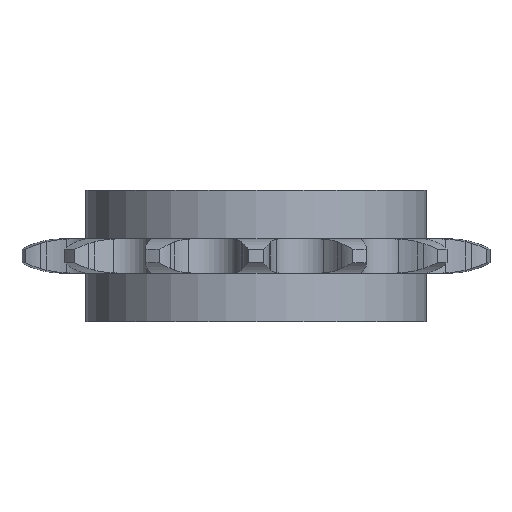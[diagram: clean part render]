
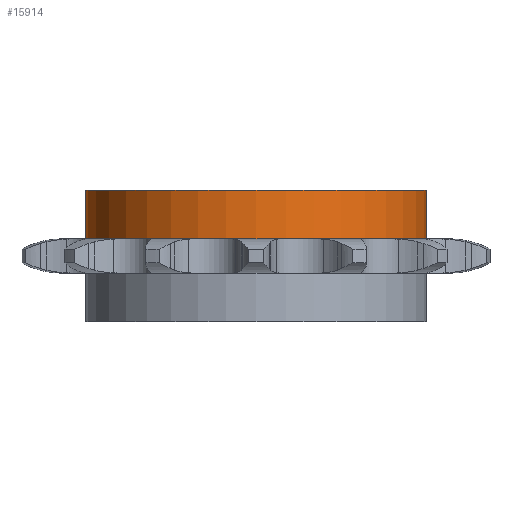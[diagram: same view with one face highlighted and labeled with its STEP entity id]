
A CAD part, front view. The second image highlights one B-rep face of the part: STEP entity #15914.
In plain terms, the highlighted cylindrical face has radius 14 mm (diameter 28 mm), a partial arc.
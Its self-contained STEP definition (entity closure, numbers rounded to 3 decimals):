
#11058 = VERTEX_POINT('',#11059);
#11059 = CARTESIAN_POINT('',(14.,0.,5.4));
#11060 = VERTEX_POINT('',#11061);
#11061 = CARTESIAN_POINT('',(-14.,0.,5.4));
#11068 = EDGE_CURVE('',#11058,#11069,#11071,.T.);
#11069 = VERTEX_POINT('',#11070);
#11070 = CARTESIAN_POINT('',(14.,0.,1.4));
#11071 = LINE('',#11072,#11073);
#11072 = CARTESIAN_POINT('',(14.,0.,4.));
#11073 = VECTOR('',#11074,1.);
#11074 = DIRECTION('',(-0.,-0.,-1.));
#11077 = VERTEX_POINT('',#11078);
#11078 = CARTESIAN_POINT('',(-14.,0.,1.4));
#11085 = EDGE_CURVE('',#11060,#11077,#11086,.T.);
#11086 = LINE('',#11087,#11088);
#11087 = CARTESIAN_POINT('',(-14.,0.,4.));
#11088 = VECTOR('',#11089,1.);
#11089 = DIRECTION('',(-0.,-0.,-1.));
#15914 = ADVANCED_FACE('',(#15915),#15933,.T.);
#15915 = FACE_BOUND('',#15916,.T.);
#15916 = EDGE_LOOP('',(#15917,#15918,#15925,#15926));
#15917 = ORIENTED_EDGE('',*,*,#11068,.F.);
#15918 = ORIENTED_EDGE('',*,*,#15919,.F.);
#15919 = EDGE_CURVE('',#11060,#11058,#15920,.T.);
#15920 = CIRCLE('',#15921,14.);
#15921 = AXIS2_PLACEMENT_3D('',#15922,#15923,#15924);
#15922 = CARTESIAN_POINT('',(0.,0.,5.4));
#15923 = DIRECTION('',(0.,0.,1.));
#15924 = DIRECTION('',(0.,-1.,0.));
#15925 = ORIENTED_EDGE('',*,*,#11085,.T.);
#15926 = ORIENTED_EDGE('',*,*,#15927,.F.);
#15927 = EDGE_CURVE('',#11069,#11077,#15928,.T.);
#15928 = CIRCLE('',#15929,14.);
#15929 = AXIS2_PLACEMENT_3D('',#15930,#15931,#15932);
#15930 = CARTESIAN_POINT('',(0.,0.,1.4));
#15931 = DIRECTION('',(-0.,0.,-1.));
#15932 = DIRECTION('',(0.,-1.,0.));
#15933 = CYLINDRICAL_SURFACE('',#15934,14.);
#15934 = AXIS2_PLACEMENT_3D('',#15935,#15936,#15937);
#15935 = CARTESIAN_POINT('',(0.,0.,4.));
#15936 = DIRECTION('',(-0.,-0.,-1.));
#15937 = DIRECTION('',(-1.,0.,0.));
